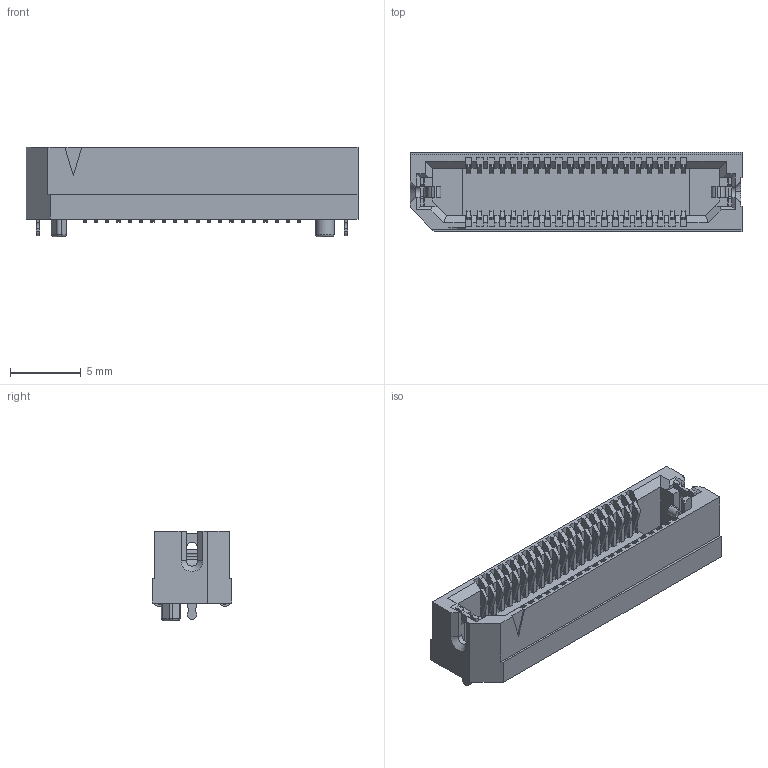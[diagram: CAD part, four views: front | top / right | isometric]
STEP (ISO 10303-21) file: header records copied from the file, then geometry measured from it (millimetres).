
FILE_DESCRIPTION (( 'STEP AP203' ), '1' );
FILE_NAME ('ERF8-020-05.0-X-DV-L-BASIC.step', '2012-03-06T14:50:19', ( ' ' ), ( ' ' ), 'SwSTEP 2.0', 'SolidWorks 2010', '' );
FILE_SCHEMA (( 'CONFIG_CONTROL_DESIGN' ));
Length unit declared in the file: millimetre
Products named in the file (1): ERF8-020-05.0-X-DV-L-BASIC
Bounding box: 23.5 x 5.6 x 6.37 mm (x, y, z)
Volume: 349.3 mm3; surface area: 1106.5 mm2
Topology: 1 solids, 1 shells, 1122 faces, 3218 edges, 2130 vertices
Faces by surface type: plane 818, cylinder 294, sphere 5, cone 3, torus 2
Entity records: 36676 total; most frequent: CARTESIAN_POINT 6471, ORIENTED_EDGE 6428, DIRECTION 6065, EDGE_CURVE 3214, VECTOR 2605, LINE 2605, VERTEX_POINT 2128, AXIS2_PLACEMENT_3D 1730
